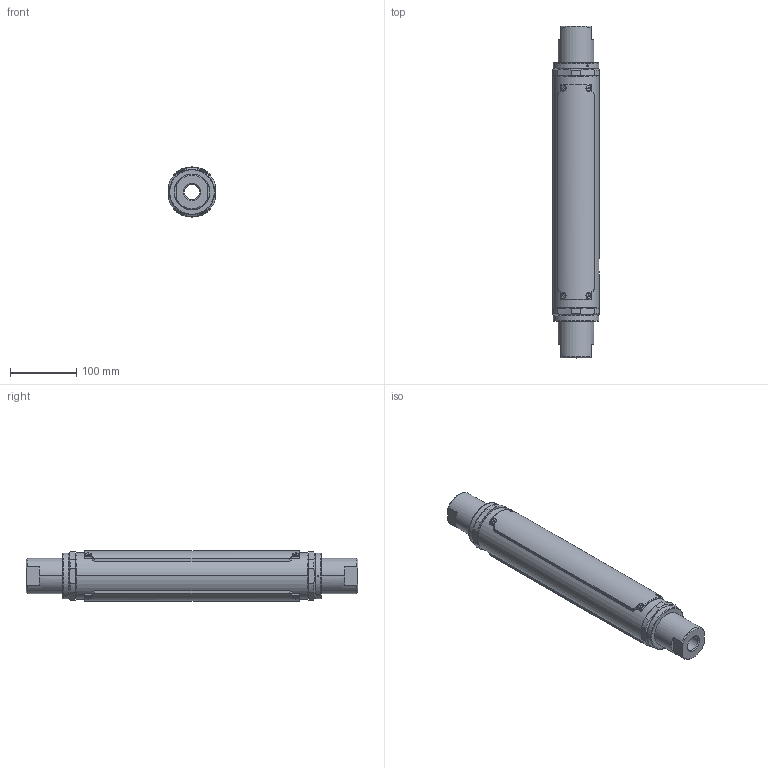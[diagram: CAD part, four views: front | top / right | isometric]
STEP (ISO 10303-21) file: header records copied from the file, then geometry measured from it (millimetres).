
FILE_DESCRIPTION (( 'STEP AP203' ), '1' );
FILE_NAME ('1614-MJ-3-AA-0-0.STEP', '2022-01-31T20:57:07', ( '' ), ( '' ), 'SwSTEP 2.0', 'SolidWorks 2020', '' );
FILE_SCHEMA (( 'CONFIG_CONTROL_DESIGN' ));
Products named in the file (1): 1614-MJ-3-AA-0-0
Bounding box: 70 x 500 x 75.49 mm (x, y, z)
Volume: 613557.6 mm3; surface area: 387968.6 mm2
Topology: 20 solids, 20 shells, 1121 faces, 2825 edges, 1808 vertices
Faces by surface type: plane 438, cylinder 295, bspline 288, cone 96, torus 4
Entity records: 53667 total; most frequent: CARTESIAN_POINT 29564, ORIENTED_EDGE 5650, DIRECTION 3881, EDGE_CURVE 2825, VERTEX_POINT 1808, AXIS2_PLACEMENT_3D 1418, EDGE_LOOP 1275, ADVANCED_FACE 1121
